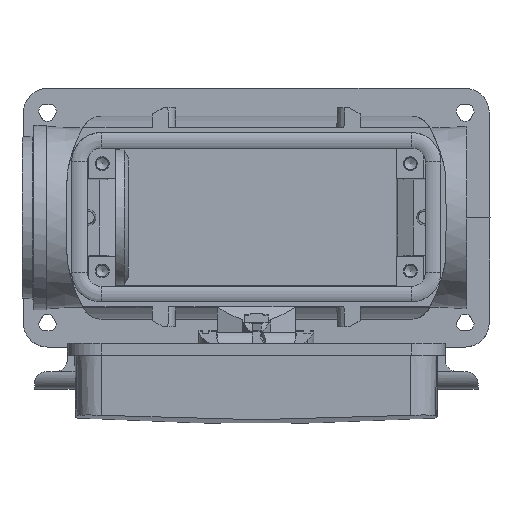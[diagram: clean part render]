
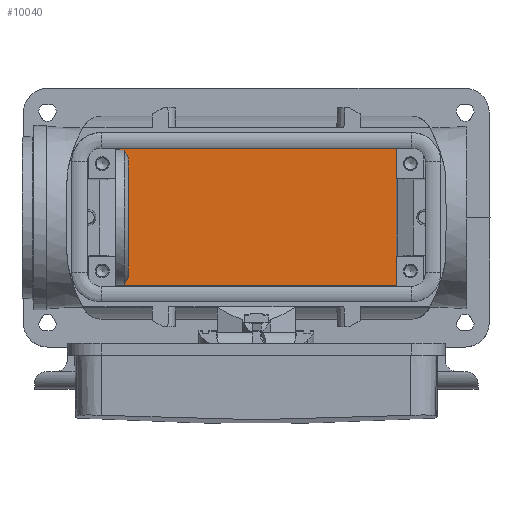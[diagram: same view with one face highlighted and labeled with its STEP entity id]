
A CAD part, top view. The second image highlights one B-rep face of the part: STEP entity #10040.
In plain terms, the highlighted planar face has unit normal (0, 0, 1).
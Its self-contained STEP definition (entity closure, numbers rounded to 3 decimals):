
#8619=FACE_OUTER_BOUND('',#11486,.T.);
#10040=ADVANCED_FACE('',(#8619),#10691,.F.);
#10691=PLANE('',#29937);
#11486=EDGE_LOOP('',(#14313,#14314,#14315,#14316));
#14313=ORIENTED_EDGE('',*,*,#20963,.F.);
#14314=ORIENTED_EDGE('',*,*,#20964,.T.);
#14315=ORIENTED_EDGE('',*,*,#20965,.F.);
#14316=ORIENTED_EDGE('',*,*,#20966,.T.);
#17527=VERTEX_POINT('',#39777);
#17528=VERTEX_POINT('',#39778);
#17529=VERTEX_POINT('',#39780);
#17530=VERTEX_POINT('',#39782);
#20963=EDGE_CURVE('',#17527,#17528,#23983,.T.);
#20964=EDGE_CURVE('',#17527,#17529,#23984,.T.);
#20965=EDGE_CURVE('',#17530,#17529,#23985,.T.);
#20966=EDGE_CURVE('',#17530,#17528,#23986,.T.);
#23983=LINE('',#39776,#26177);
#23984=LINE('',#39779,#26178);
#23985=LINE('',#39781,#26179);
#23986=LINE('',#39783,#26180);
#26177=VECTOR('',#32840,1.);
#26178=VECTOR('',#32841,1.);
#26179=VECTOR('',#32842,1.);
#26180=VECTOR('',#32843,1.);
#29937=AXIS2_PLACEMENT_3D('',#39784,#32844,#32845);
#32840=DIRECTION('',(0.,-1.,0.));
#32841=DIRECTION('',(-1.,0.,0.));
#32842=DIRECTION('',(0.,1.,0.));
#32843=DIRECTION('',(1.,0.,0.));
#32844=DIRECTION('',(0.,0.,-1.));
#32845=DIRECTION('',(-1.,0.,0.));
#39776=CARTESIAN_POINT('',(35.238,0.,-70.2));
#39777=CARTESIAN_POINT('',(35.238,17.425,-70.2));
#39778=CARTESIAN_POINT('',(35.238,-17.425,-70.2));
#39779=CARTESIAN_POINT('',(0.,17.425,-70.2));
#39780=CARTESIAN_POINT('',(-35.238,17.425,-70.2));
#39781=CARTESIAN_POINT('',(-35.238,-13.649,-70.2));
#39782=CARTESIAN_POINT('',(-35.238,-17.425,-70.2));
#39783=CARTESIAN_POINT('',(0.,-17.425,-70.2));
#39784=CARTESIAN_POINT('',(0.,0.,-70.2));
